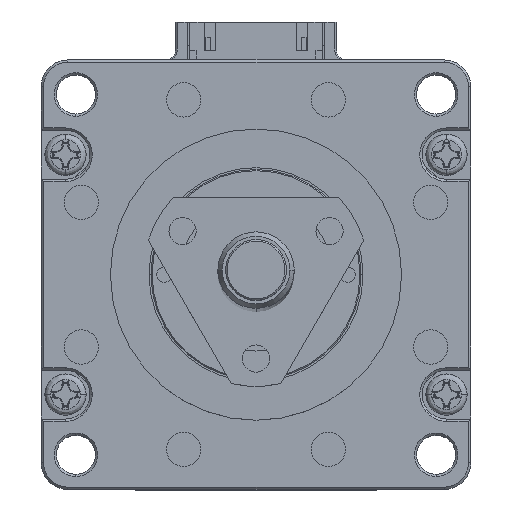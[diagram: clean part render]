
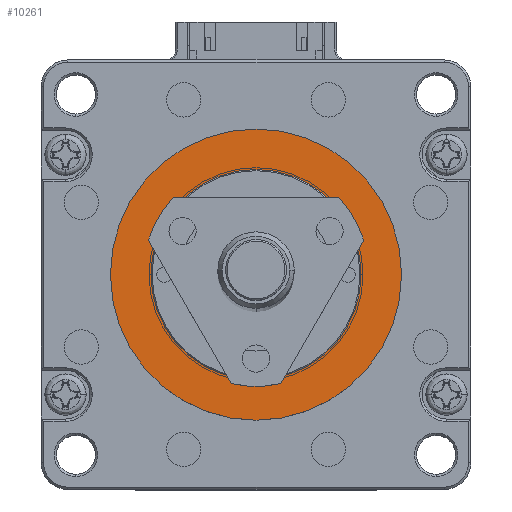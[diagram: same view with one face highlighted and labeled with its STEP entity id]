
A CAD part, top view. The second image highlights one B-rep face of the part: STEP entity #10261.
In plain terms, the highlighted planar face has unit normal (0, 0, 1).
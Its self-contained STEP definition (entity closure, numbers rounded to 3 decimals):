
#136 = PLANE ( 'NONE',  #8181 ) ;
#217 = VERTEX_POINT ( 'NONE', #10122 ) ;
#342 = VERTEX_POINT ( 'NONE', #2560 ) ;
#1514 = DIRECTION ( 'NONE',  ( 0., 1., 0. ) ) ;
#1788 = DIRECTION ( 'NONE',  ( 0., 0., -1. ) ) ;
#2063 = EDGE_CURVE ( 'NONE', #342, #16260, #25625, .T. ) ;
#2184 = CARTESIAN_POINT ( 'NONE',  ( -24.6, -24.6, 1.6 ) ) ;
#2343 = ORIENTED_EDGE ( 'NONE', *, *, #2063, .T. ) ;
#2560 = CARTESIAN_POINT ( 'NONE',  ( 0., 13.75, 1.6 ) ) ;
#3510 = FACE_BOUND ( 'NONE', #8287, .T. ) ;
#3673 = CIRCLE ( 'NONE', #23059, 13.75 ) ;
#4339 = EDGE_CURVE ( 'NONE', #217, #22376, #6586, .T. ) ;
#4956 = EDGE_CURVE ( 'NONE', #16260, #342, #3673, .T. ) ;
#5798 = CARTESIAN_POINT ( 'NONE',  ( 0., -13.75, 1.6 ) ) ;
#6586 = CIRCLE ( 'NONE', #7030, 19.05 ) ;
#7030 = AXIS2_PLACEMENT_3D ( 'NONE', #7067, #9194, #9364 ) ;
#7067 = CARTESIAN_POINT ( 'NONE',  ( 0., 0., 1.6 ) ) ;
#7626 = ORIENTED_EDGE ( 'NONE', *, *, #4956, .T. ) ;
#8181 = AXIS2_PLACEMENT_3D ( 'NONE', #2184, #16435, #22568 ) ;
#8287 = EDGE_LOOP ( 'NONE', ( #2343, #7626 ) ) ;
#8389 = EDGE_CURVE ( 'NONE', #22376, #217, #16610, .T. ) ;
#9194 = DIRECTION ( 'NONE',  ( 0., 0., -1. ) ) ;
#9364 = DIRECTION ( 'NONE',  ( 0., -1., 0. ) ) ;
#10122 = CARTESIAN_POINT ( 'NONE',  ( 0., 19.05, 1.6 ) ) ;
#10261 = ADVANCED_FACE ( 'NONE', ( #3510, #17189 ), #136, .T. ) ;
#10342 = CARTESIAN_POINT ( 'NONE',  ( 0., 0., 1.6 ) ) ;
#12241 = AXIS2_PLACEMENT_3D ( 'NONE', #12699, #22754, #18491 ) ;
#12699 = CARTESIAN_POINT ( 'NONE',  ( 0., 0., 1.6 ) ) ;
#13668 = ORIENTED_EDGE ( 'NONE', *, *, #4339, .F. ) ;
#13704 = DIRECTION ( 'NONE',  ( 0., 0., -1. ) ) ;
#14232 = DIRECTION ( 'NONE',  ( 0., 1., 0. ) ) ;
#16260 = VERTEX_POINT ( 'NONE', #5798 ) ;
#16435 = DIRECTION ( 'NONE',  ( 0., 0., 1. ) ) ;
#16610 = CIRCLE ( 'NONE', #12241, 19.05 ) ;
#17189 = FACE_OUTER_BOUND ( 'NONE', #23621, .T. ) ;
#17807 = CARTESIAN_POINT ( 'NONE',  ( 0., 0., 1.6 ) ) ;
#18491 = DIRECTION ( 'NONE',  ( 0., -1., 0. ) ) ;
#18615 = CARTESIAN_POINT ( 'NONE',  ( 0., -19.05, 1.6 ) ) ;
#22376 = VERTEX_POINT ( 'NONE', #18615 ) ;
#22568 = DIRECTION ( 'NONE',  ( 1., 0., 0. ) ) ;
#22754 = DIRECTION ( 'NONE',  ( 0., 0., -1. ) ) ;
#23059 = AXIS2_PLACEMENT_3D ( 'NONE', #10342, #1788, #14232 ) ;
#23621 = EDGE_LOOP ( 'NONE', ( #24141, #13668 ) ) ;
#24141 = ORIENTED_EDGE ( 'NONE', *, *, #8389, .F. ) ;
#24792 = AXIS2_PLACEMENT_3D ( 'NONE', #17807, #13704, #1514 ) ;
#25625 = CIRCLE ( 'NONE', #24792, 13.75 ) ;
